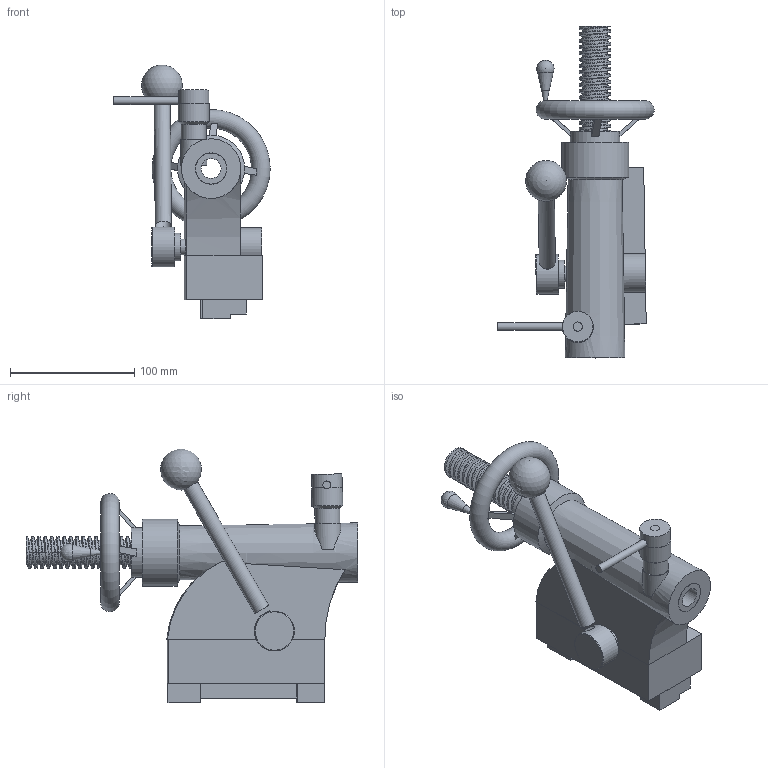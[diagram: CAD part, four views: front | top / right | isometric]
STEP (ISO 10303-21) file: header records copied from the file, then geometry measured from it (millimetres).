
FILE_DESCRIPTION(/* description */ (''),/* implementation_level */ '2;1');
FILE_NAME(/* name */ 'Tailstock 2 v9.step',/* time_stamp */ '2022-02-02T12:36:10+03:00',/* author */ (''),/* organization */ (''),/* preprocessor_version */ 'ST-DEVELOPER v18.1',/* originating_system */ 'Autodesk Translation Framework v10.13.0.1454',/* authorisation */ '');
FILE_SCHEMA (('AUTOMOTIVE_DESIGN { 1 0 10303 214 3 1 1 }'));
Length unit declared in the file: millimetre
Products named in the file (5): Tailstock 2; Component1; Component2; Component3; Component4
Assembly tree (4 placements, depth 2):
  Tailstock 2
    Component1
    Component2
    Component3
    Component4
Bounding box: 125.76 x 267 x 204.3 mm (x, y, z)
Volume: 852859.5 mm3; surface area: 194976.8 mm2
Topology: 12 solids, 12 shells, 177 faces, 432 edges, 284 vertices
Faces by surface type: plane 84, cylinder 80, cone 6, bspline 3, torus 2, sphere 2
Full cylindrical faces by diameter (mm): 6.25 x1, 7.5 x1, 9.5 x1, 12.5 x2, 13 x1, 16 x1, 19.69 x24, 20 x1, 21 x1, 22.5 x1, 24.5 x1, 25 x3, 25.273 x25, 32 x1, 40 x1, 54 x1
Entity records: 10975 total; most frequent: CARTESIAN_POINT 6871, ORIENTED_EDGE 856, DIRECTION 736, EDGE_CURVE 428, VERTEX_POINT 284, AXIS2_PLACEMENT_3D 269, EDGE_LOOP 199, LINE 198
